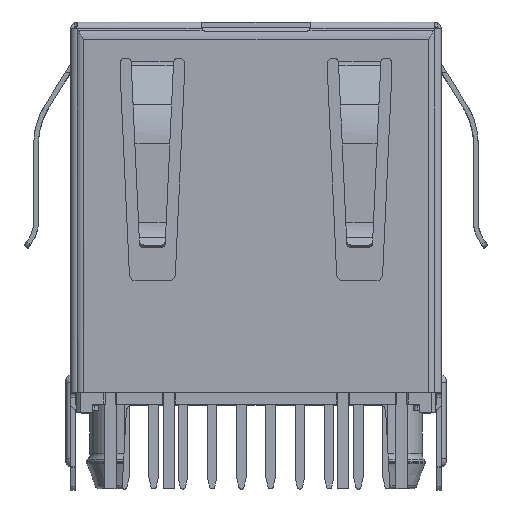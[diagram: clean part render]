
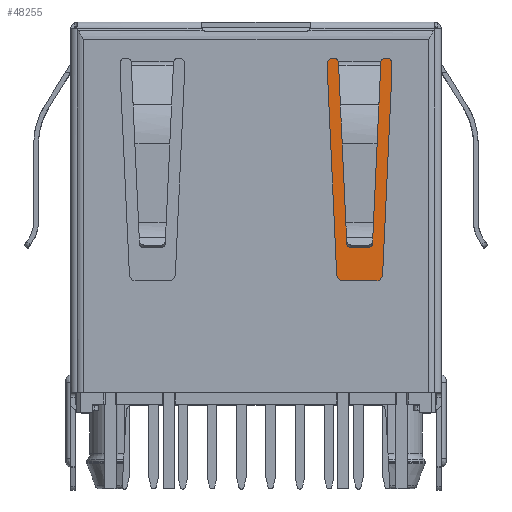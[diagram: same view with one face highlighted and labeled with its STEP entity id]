
A CAD part, top view. The second image highlights one B-rep face of the part: STEP entity #48255.
In plain terms, the highlighted planar face has unit normal (0, 0, 1).
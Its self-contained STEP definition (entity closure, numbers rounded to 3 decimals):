
#519 = ORIENTED_EDGE ( 'NONE', *, *, #66553, .F. ) ;
#837 = CARTESIAN_POINT ( 'NONE',  ( 11.603, 5.71, 0. ) ) ;
#1067 = CARTESIAN_POINT ( 'NONE',  ( 11.213, 15.373, 0. ) ) ;
#2915 = DIRECTION ( 'NONE',  ( 0., -1., 0. ) ) ;
#3884 = VECTOR ( 'NONE', #49800, 1000. ) ;
#3918 = ORIENTED_EDGE ( 'NONE', *, *, #60974, .F. ) ;
#5191 = VECTOR ( 'NONE', #31889, 1000. ) ;
#6065 = DIRECTION ( 'NONE',  ( 0., 0., -1. ) ) ;
#6169 = VERTEX_POINT ( 'NONE', #44693 ) ;
#6527 = ORIENTED_EDGE ( 'NONE', *, *, #61079, .F. ) ;
#7991 = AXIS2_PLACEMENT_3D ( 'NONE', #27687, #29167, #28191 ) ;
#8013 = VECTOR ( 'NONE', #48072, 1000. ) ;
#10276 = AXIS2_PLACEMENT_3D ( 'NONE', #22218, #6065, #60639 ) ;
#11488 = CARTESIAN_POINT ( 'NONE',  ( 10.9, 15.147, 0. ) ) ;
#11853 = CIRCLE ( 'NONE', #10276, 0.23 ) ;
#12568 = VERTEX_POINT ( 'NONE', #15054 ) ;
#15054 = CARTESIAN_POINT ( 'NONE',  ( 13.47, 15.377, 0. ) ) ;
#18918 = LINE ( 'NONE', #97727, #34093 ) ;
#19218 = LINE ( 'NONE', #88445, #97390 ) ;
#20074 = LINE ( 'NONE', #11488, #71529 ) ;
#21586 = EDGE_CURVE ( 'NONE', #66518, #77088, #87960, .T. ) ;
#22218 = CARTESIAN_POINT ( 'NONE',  ( 11.13, 15.147, 0. ) ) ;
#22379 = VERTEX_POINT ( 'NONE', #34159 ) ;
#23772 = VERTEX_POINT ( 'NONE', #83484 ) ;
#23867 = AXIS2_PLACEMENT_3D ( 'NONE', #37812, #68614, #61013 ) ;
#24375 = CIRCLE ( 'NONE', #96921, 0.23 ) ;
#25044 = LINE ( 'NONE', #33129, #47024 ) ;
#25410 = EDGE_CURVE ( 'NONE', #63019, #89818, #20074, .T. ) ;
#26142 = ORIENTED_EDGE ( 'NONE', *, *, #94894, .F. ) ;
#26473 = CARTESIAN_POINT ( 'NONE',  ( 13.7, 15.147, 0. ) ) ;
#26701 = CARTESIAN_POINT ( 'NONE',  ( 11.303, 5.997, 0. ) ) ;
#26703 = EDGE_CURVE ( 'NONE', #49540, #89818, #41240, .T. ) ;
#26997 = DIRECTION ( 'NONE',  ( 1., 0., 0. ) ) ;
#27687 = CARTESIAN_POINT ( 'NONE',  ( 11.17, 15.147, 0. ) ) ;
#28191 = DIRECTION ( 'NONE',  ( 0., 1., 0. ) ) ;
#29167 = DIRECTION ( 'NONE',  ( 0., 0., -1. ) ) ;
#30023 = CARTESIAN_POINT ( 'NONE',  ( 11.13, 15.377, 0. ) ) ;
#30559 = CIRCLE ( 'NONE', #7991, 0.23 ) ;
#31618 = DIRECTION ( 'NONE',  ( -1., 0., 0. ) ) ;
#31889 = DIRECTION ( 'NONE',  ( -0.046, -0.999, 0. ) ) ;
#32712 = ORIENTED_EDGE ( 'NONE', *, *, #26703, .F. ) ;
#33129 = CARTESIAN_POINT ( 'NONE',  ( 11.17, 15.377, 0. ) ) ;
#33400 = LINE ( 'NONE', #40498, #5191 ) ;
#33883 = CARTESIAN_POINT ( 'NONE',  ( 12.997, 5.71, 0. ) ) ;
#34093 = VECTOR ( 'NONE', #42189, 1000. ) ;
#34159 = CARTESIAN_POINT ( 'NONE',  ( 13.7, 14.75, 0. ) ) ;
#34246 = DIRECTION ( 'NONE',  ( 0., 1., 0. ) ) ;
#35068 = PLANE ( 'NONE',  #37359 ) ;
#37359 = AXIS2_PLACEMENT_3D ( 'NONE', #96227, #64398, #26997 ) ;
#37812 = CARTESIAN_POINT ( 'NONE',  ( 12.997, 6.01, 0. ) ) ;
#39272 = ORIENTED_EDGE ( 'NONE', *, *, #81759, .T. ) ;
#40326 = VERTEX_POINT ( 'NONE', #97085 ) ;
#40498 = CARTESIAN_POINT ( 'NONE',  ( 13.7, 14.75, 0. ) ) ;
#41240 = LINE ( 'NONE', #56903, #3884 ) ;
#41249 = ORIENTED_EDGE ( 'NONE', *, *, #96981, .F. ) ;
#42189 = DIRECTION ( 'NONE',  ( -1., 0., 0. ) ) ;
#42218 = EDGE_CURVE ( 'NONE', #77088, #49540, #75721, .T. ) ;
#44693 = CARTESIAN_POINT ( 'NONE',  ( 13.297, 5.997, 0. ) ) ;
#46795 = VERTEX_POINT ( 'NONE', #96329 ) ;
#47024 = VECTOR ( 'NONE', #31618, 1000. ) ;
#48072 = DIRECTION ( 'NONE',  ( -1., 0., 0. ) ) ;
#48255 = ADVANCED_FACE ( 'NONE', ( #72468 ), #35068, .T. ) ;
#49540 = VERTEX_POINT ( 'NONE', #26701 ) ;
#49583 = DIRECTION ( 'NONE',  ( 0., -1., 0. ) ) ;
#49800 = DIRECTION ( 'NONE',  ( -0.046, 0.999, 0. ) ) ;
#49938 = CARTESIAN_POINT ( 'NONE',  ( 12.997, 5.71, 0. ) ) ;
#51255 = ORIENTED_EDGE ( 'NONE', *, *, #21586, .F. ) ;
#51829 = CARTESIAN_POINT ( 'NONE',  ( 13.43, 15.147, 0. ) ) ;
#52447 = ORIENTED_EDGE ( 'NONE', *, *, #25410, .T. ) ;
#54292 = CARTESIAN_POINT ( 'NONE',  ( 10.9, 14.75, 0. ) ) ;
#56903 = CARTESIAN_POINT ( 'NONE',  ( 11.303, 5.997, 0. ) ) ;
#57139 = EDGE_CURVE ( 'NONE', #46795, #23772, #61176, .T. ) ;
#57340 = ORIENTED_EDGE ( 'NONE', *, *, #57139, .F. ) ;
#57847 = DIRECTION ( 'NONE',  ( 0., 0., -1. ) ) ;
#59210 = CIRCLE ( 'NONE', #88216, 0.23 ) ;
#60625 = VERTEX_POINT ( 'NONE', #26473 ) ;
#60639 = DIRECTION ( 'NONE',  ( -1., 0., 0. ) ) ;
#60974 = EDGE_CURVE ( 'NONE', #60625, #22379, #19218, .T. ) ;
#60977 = EDGE_LOOP ( 'NONE', ( #519, #39272, #6527, #52447, #32712, #72828, #51255, #89828, #41249, #3918, #26142, #65615, #75366, #57340 ) ) ;
#61013 = DIRECTION ( 'NONE',  ( 0., -1., 0. ) ) ;
#61079 = EDGE_CURVE ( 'NONE', #63019, #63480, #11853, .T. ) ;
#61176 = LINE ( 'NONE', #1067, #99126 ) ;
#61354 = EDGE_CURVE ( 'NONE', #23772, #40326, #59210, .T. ) ;
#62468 = EDGE_CURVE ( 'NONE', #66518, #6169, #99665, .T. ) ;
#63019 = VERTEX_POINT ( 'NONE', #88481 ) ;
#63480 = VERTEX_POINT ( 'NONE', #30023 ) ;
#64398 = DIRECTION ( 'NONE',  ( 0., 0., 1. ) ) ;
#65389 = CARTESIAN_POINT ( 'NONE',  ( 11.17, 15.377, 0. ) ) ;
#65615 = ORIENTED_EDGE ( 'NONE', *, *, #81823, .T. ) ;
#66518 = VERTEX_POINT ( 'NONE', #49938 ) ;
#66553 = EDGE_CURVE ( 'NONE', #74727, #46795, #30559, .T. ) ;
#68614 = DIRECTION ( 'NONE',  ( 0., 0., 1. ) ) ;
#71529 = VECTOR ( 'NONE', #2915, 1000. ) ;
#72468 = FACE_OUTER_BOUND ( 'NONE', #60977, .T. ) ;
#72667 = DIRECTION ( 'NONE',  ( -0.185, 0.983, 0. ) ) ;
#72828 = ORIENTED_EDGE ( 'NONE', *, *, #42218, .F. ) ;
#74727 = VERTEX_POINT ( 'NONE', #65389 ) ;
#75366 = ORIENTED_EDGE ( 'NONE', *, *, #61354, .F. ) ;
#75721 = CIRCLE ( 'NONE', #91907, 0.3 ) ;
#77088 = VERTEX_POINT ( 'NONE', #837 ) ;
#78351 = DIRECTION ( 'NONE',  ( 1., 0., 0. ) ) ;
#79216 = DIRECTION ( 'NONE',  ( 0., 0., -1. ) ) ;
#80693 = CARTESIAN_POINT ( 'NONE',  ( 13.47, 15.147, 0. ) ) ;
#81759 = EDGE_CURVE ( 'NONE', #74727, #63480, #25044, .T. ) ;
#81823 = EDGE_CURVE ( 'NONE', #12568, #40326, #18918, .T. ) ;
#82611 = DIRECTION ( 'NONE',  ( 0., 0., -1. ) ) ;
#83484 = CARTESIAN_POINT ( 'NONE',  ( 13.387, 15.373, 0. ) ) ;
#87960 = LINE ( 'NONE', #33883, #8013 ) ;
#88216 = AXIS2_PLACEMENT_3D ( 'NONE', #51829, #82611, #72667 ) ;
#88445 = CARTESIAN_POINT ( 'NONE',  ( 13.7, 15.147, 0. ) ) ;
#88481 = CARTESIAN_POINT ( 'NONE',  ( 10.9, 15.147, 0. ) ) ;
#89818 = VERTEX_POINT ( 'NONE', #54292 ) ;
#89828 = ORIENTED_EDGE ( 'NONE', *, *, #62468, .T. ) ;
#90148 = DIRECTION ( 'NONE',  ( 0., -1., 0. ) ) ;
#91907 = AXIS2_PLACEMENT_3D ( 'NONE', #97752, #57847, #90148 ) ;
#94894 = EDGE_CURVE ( 'NONE', #12568, #60625, #24375, .T. ) ;
#96227 = CARTESIAN_POINT ( 'NONE',  ( 7.8, 8.25, 0. ) ) ;
#96329 = CARTESIAN_POINT ( 'NONE',  ( 11.213, 15.373, 0. ) ) ;
#96921 = AXIS2_PLACEMENT_3D ( 'NONE', #80693, #79216, #34246 ) ;
#96981 = EDGE_CURVE ( 'NONE', #22379, #6169, #33400, .T. ) ;
#97085 = CARTESIAN_POINT ( 'NONE',  ( 13.43, 15.377, 0. ) ) ;
#97390 = VECTOR ( 'NONE', #49583, 1000. ) ;
#97727 = CARTESIAN_POINT ( 'NONE',  ( 13.47, 15.377, 0. ) ) ;
#97752 = CARTESIAN_POINT ( 'NONE',  ( 11.603, 6.01, 0. ) ) ;
#99126 = VECTOR ( 'NONE', #78351, 1000. ) ;
#99665 = CIRCLE ( 'NONE', #23867, 0.3 ) ;
